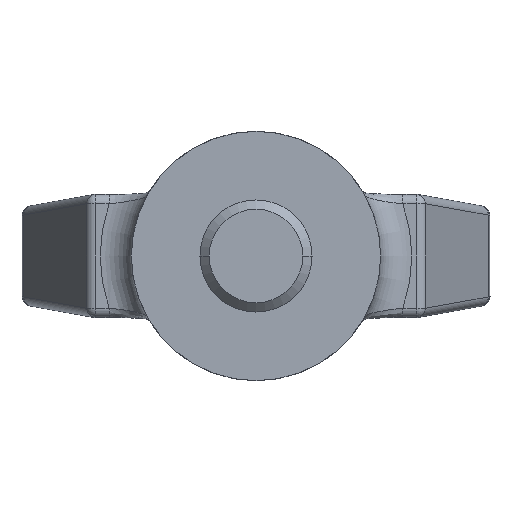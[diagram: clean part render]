
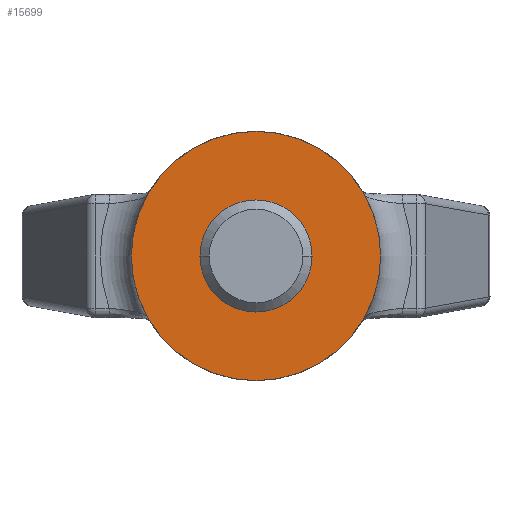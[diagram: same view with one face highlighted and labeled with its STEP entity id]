
A CAD part, front view. The second image highlights one B-rep face of the part: STEP entity #15699.
In plain terms, the highlighted planar face has unit normal (0, -1, 0).
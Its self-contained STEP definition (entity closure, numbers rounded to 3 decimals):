
#5466=CARTESIAN_POINT('',(0.,-35.,0.));
#5467=DIRECTION('',(0.,-1.,0.));
#5468=DIRECTION('',(-1.,0.,0.));
#5469=AXIS2_PLACEMENT_3D('',#5466,#5467,#5468);
#5471=CARTESIAN_POINT('',(0.,-35.,0.));
#5472=DIRECTION('',(0.,1.,0.));
#5473=DIRECTION('',(-1.,0.,0.));
#5474=AXIS2_PLACEMENT_3D('',#5471,#5472,#5473);
#5526=CARTESIAN_POINT('',(-20.,-35.,0.));
#5527=CARTESIAN_POINT('',(20.,-35.,0.));
#5528=VERTEX_POINT('',#5526);
#5529=VERTEX_POINT('',#5527);
#15690=CARTESIAN_POINT('',(0.,-35.,0.));
#15691=DIRECTION('',(0.,1.,0.));
#15692=DIRECTION('',(1.,0.,0.));
#15693=AXIS2_PLACEMENT_3D('',#15690,#15691,#15692);
#15694=PLANE('',#15693);
#15695=ORIENTED_EDGE('',*,*,#8402,.F.);
#15696=ORIENTED_EDGE('',*,*,#7175,.T.);
#15697=EDGE_LOOP('',(#15695,#15696));
#15698=FACE_OUTER_BOUND('',#15697,.F.);
#15699=ADVANCED_FACE('',(#15698),#15694,.F.);
#5470=CIRCLE('',#5469,20.);
#5475=CIRCLE('',#5474,20.);
#7175=EDGE_CURVE('',#5528,#5529,#5475,.T.);
#8402=EDGE_CURVE('',#5528,#5529,#5470,.T.);
